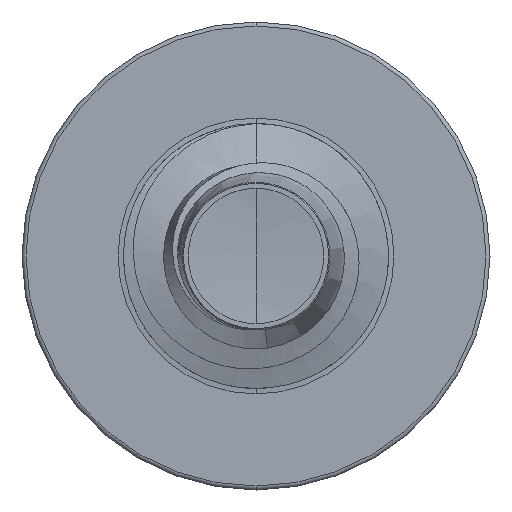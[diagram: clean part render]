
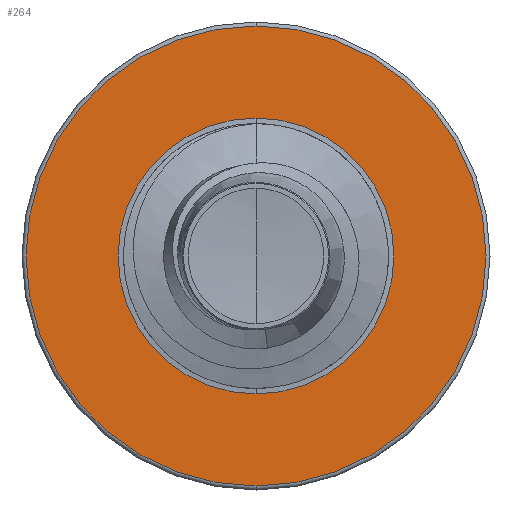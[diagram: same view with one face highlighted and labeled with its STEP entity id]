
A CAD part, front view. The second image highlights one B-rep face of the part: STEP entity #264.
In plain terms, the highlighted planar face has unit normal (0, -1, 0).
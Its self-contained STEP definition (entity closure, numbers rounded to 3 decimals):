
#32 = DIRECTION ( 'NONE',  ( 0., 0., 1. ) ) ;
#53 = DIRECTION ( 'NONE',  ( 0., 1., 0. ) ) ;
#59 = CARTESIAN_POINT ( 'NONE',  ( 0., 3.5, 0. ) ) ;
#264 = ADVANCED_FACE ( 'NONE', ( #8886, #10199 ), #9249, .F. ) ;
#391 = VERTEX_POINT ( 'NONE', #9320 ) ;
#516 = DIRECTION ( 'NONE',  ( 0., 0., 1. ) ) ;
#521 = DIRECTION ( 'NONE',  ( 0., 1., 0. ) ) ;
#532 = CARTESIAN_POINT ( 'NONE',  ( 0., 3.5, 0. ) ) ;
#536 = VERTEX_POINT ( 'NONE', #4157 ) ;
#1019 = AXIS2_PLACEMENT_3D ( 'NONE', #2364, #2353, #2348 ) ;
#1204 = AXIS2_PLACEMENT_3D ( 'NONE', #6601, #6591, #6576 ) ;
#2009 = AXIS2_PLACEMENT_3D ( 'NONE', #59, #53, #32 ) ;
#2204 = AXIS2_PLACEMENT_3D ( 'NONE', #532, #521, #516 ) ;
#2348 = DIRECTION ( 'NONE',  ( 0., 0., 1. ) ) ;
#2353 = DIRECTION ( 'NONE',  ( 0., 1., 0. ) ) ;
#2364 = CARTESIAN_POINT ( 'NONE',  ( 0., 3.5, 0. ) ) ;
#2415 = CIRCLE ( 'NONE', #2009, 2.605 ) ;
#2874 = CIRCLE ( 'NONE', #2204, 2.605 ) ;
#4157 = CARTESIAN_POINT ( 'NONE',  ( 0., 3.5, 2.605 ) ) ;
#5255 = CARTESIAN_POINT ( 'NONE',  ( 0., 3.5, 1.562 ) ) ;
#5349 = ORIENTED_EDGE ( 'NONE', *, *, #8303, .F. ) ;
#6139 = EDGE_LOOP ( 'NONE', ( #7342, #8931 ) ) ;
#6576 = DIRECTION ( 'NONE',  ( 0., 0., 1. ) ) ;
#6591 = DIRECTION ( 'NONE',  ( 0., 1., 0. ) ) ;
#6601 = CARTESIAN_POINT ( 'NONE',  ( 0., 3.5, 0. ) ) ;
#7312 = EDGE_LOOP ( 'NONE', ( #10227, #5349 ) ) ;
#7342 = ORIENTED_EDGE ( 'NONE', *, *, #9226, .T. ) ;
#7951 = EDGE_CURVE ( 'NONE', #536, #391, #2874, .T. ) ;
#8303 = EDGE_CURVE ( 'NONE', #391, #536, #2415, .T. ) ;
#8482 = CIRCLE ( 'NONE', #1019, 1.562 ) ;
#8557 = AXIS2_PLACEMENT_3D ( 'NONE', #9412, #9907, #9429 ) ;
#8886 = FACE_OUTER_BOUND ( 'NONE', #7312, .T. ) ;
#8931 = ORIENTED_EDGE ( 'NONE', *, *, #9060, .T. ) ;
#9060 = EDGE_CURVE ( 'NONE', #10274, #9496, #9285, .T. ) ;
#9226 = EDGE_CURVE ( 'NONE', #9496, #10274, #8482, .T. ) ;
#9249 = PLANE ( 'NONE',  #8557 ) ;
#9285 = CIRCLE ( 'NONE', #1204, 1.562 ) ;
#9320 = CARTESIAN_POINT ( 'NONE',  ( 0., 3.5, -2.605 ) ) ;
#9412 = CARTESIAN_POINT ( 'NONE',  ( 0., 3.5, -1.562 ) ) ;
#9429 = DIRECTION ( 'NONE',  ( 0., 0., 1. ) ) ;
#9472 = CARTESIAN_POINT ( 'NONE',  ( 0., 3.5, -1.562 ) ) ;
#9496 = VERTEX_POINT ( 'NONE', #5255 ) ;
#9907 = DIRECTION ( 'NONE',  ( 0., 1., 0. ) ) ;
#10199 = FACE_BOUND ( 'NONE', #6139, .T. ) ;
#10227 = ORIENTED_EDGE ( 'NONE', *, *, #7951, .F. ) ;
#10274 = VERTEX_POINT ( 'NONE', #9472 ) ;
